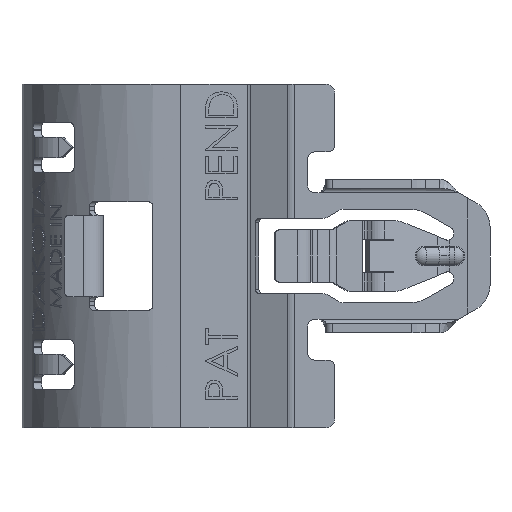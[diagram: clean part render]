
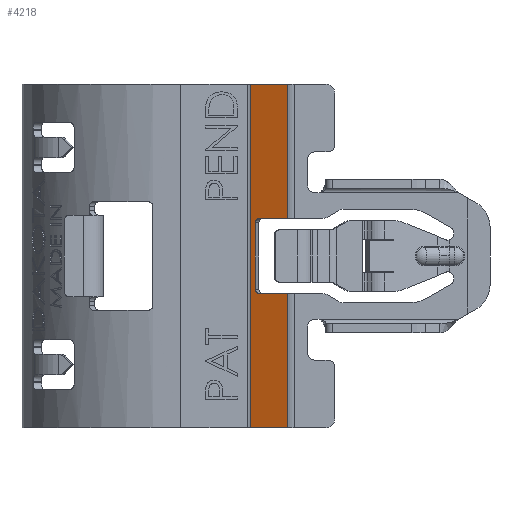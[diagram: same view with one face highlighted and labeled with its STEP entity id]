
A CAD part, left-side view. The second image highlights one B-rep face of the part: STEP entity #4218.
In plain terms, the highlighted planar face has unit normal (-0.913, 0.407, 0).
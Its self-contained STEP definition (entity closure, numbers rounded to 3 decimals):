
#3 = CARTESIAN_POINT ( 'NONE',  ( -21.008, -31.873, -4.15 ) ) ;
#310 = AXIS2_PLACEMENT_3D ( 'NONE', #37704, #28280, #1681 ) ;
#365 = CARTESIAN_POINT ( 'NONE',  ( -17.6, -24.219, 19. ) ) ;
#519 = EDGE_CURVE ( 'Edge101', #26899, #12456, #12383, .T. ) ;
#751 = VECTOR ( 'NONE', #35282, 1000. ) ;
#756 = CARTESIAN_POINT ( 'NONE',  ( -19.443, -28.357, -7. ) ) ;
#975 = CIRCLE ( 'NONE', #22533, 0.5 ) ;
#1029 = CARTESIAN_POINT ( 'NONE',  ( -19.443, -28.357, -4.15 ) ) ;
#1092 = ORIENTED_EDGE ( 'NONE', *, *, #27475, .T. ) ;
#1681 = DIRECTION ( 'NONE',  ( 0., 0., -1. ) ) ;
#2058 = LINE ( 'NONE', #7463, #17099 ) ;
#2335 = LINE ( 'NONE', #3, #751 ) ;
#2458 = ORIENTED_EDGE ( 'NONE', *, *, #10963, .T. ) ;
#3155 = CARTESIAN_POINT ( 'NONE',  ( -19.443, -28.357, -19. ) ) ;
#3919 = VERTEX_POINT ( 'NONE', #4626 ) ;
#4013 = DIRECTION ( 'NONE',  ( 0.407, 0.914, 0. ) ) ;
#4218 = ADVANCED_FACE ( 'NONE', ( #12116 ), #8830, .F. ) ;
#4626 = CARTESIAN_POINT ( 'NONE',  ( -17.837, -24.749, 3.65 ) ) ;
#4773 = ORIENTED_EDGE ( 'NONE', *, *, #4938, .T. ) ;
#4938 = EDGE_CURVE ( 'NONE', #30319, #12456, #27919, .T. ) ;
#6362 = CARTESIAN_POINT ( 'NONE',  ( -18.04, -25.206, -3.65 ) ) ;
#6859 = CARTESIAN_POINT ( 'NONE',  ( -17.837, -24.749, -3.65 ) ) ;
#7090 = VECTOR ( 'NONE', #16024, 1000. ) ;
#7463 = CARTESIAN_POINT ( 'NONE',  ( -21.008, -31.873, 4.15 ) ) ;
#7840 = ORIENTED_EDGE ( 'NONE', *, *, #519, .F. ) ;
#8320 = DIRECTION ( 'NONE',  ( 0., 0., 1. ) ) ;
#8830 = PLANE ( 'NONE',  #28851 ) ;
#9213 = DIRECTION ( 'NONE',  ( 0., 0., -1. ) ) ;
#9755 = EDGE_CURVE ( 'NONE', #26899, #35213, #21367, .T. ) ;
#10157 = DIRECTION ( 'NONE',  ( -0.407, -0.914, 0. ) ) ;
#10340 = CARTESIAN_POINT ( 'NONE',  ( -17.6, -24.219, -19. ) ) ;
#10447 = CARTESIAN_POINT ( 'NONE',  ( -19.443, -28.357, 4.15 ) ) ;
#10963 = EDGE_CURVE ( 'NONE', #3919, #30722, #13858, .T. ) ;
#11218 = VECTOR ( 'NONE', #33426, 1000. ) ;
#11392 = EDGE_CURVE ( 'NONE', #30746, #36307, #975, .T. ) ;
#12116 = FACE_OUTER_BOUND ( 'NONE', #26676, .T. ) ;
#12383 = LINE ( 'NONE', #24144, #12855 ) ;
#12456 = VERTEX_POINT ( 'NONE', #365 ) ;
#12492 = DIRECTION ( 'NONE',  ( 0.914, -0.407, 0. ) ) ;
#12855 = VECTOR ( 'NONE', #30496, 1000. ) ;
#12899 = ORIENTED_EDGE ( 'NONE', *, *, #11392, .T. ) ;
#13518 = LINE ( 'NONE', #33936, #7090 ) ;
#13858 = CIRCLE ( 'NONE', #310, 0.5 ) ;
#14489 = ORIENTED_EDGE ( 'NONE', *, *, #28217, .T. ) ;
#15155 = CARTESIAN_POINT ( 'NONE',  ( -19.443, -28.357, 19. ) ) ;
#15236 = DIRECTION ( 'NONE',  ( 0., 0., -1. ) ) ;
#16024 = DIRECTION ( 'NONE',  ( 0., 0., -1. ) ) ;
#16919 = VECTOR ( 'NONE', #19048, 1000. ) ;
#17099 = VECTOR ( 'NONE', #10157, 1000. ) ;
#17963 = EDGE_CURVE ( 'NONE', #30722, #28750, #2058, .T. ) ;
#18451 = ORIENTED_EDGE ( 'NONE', *, *, #17963, .T. ) ;
#18871 = CARTESIAN_POINT ( 'NONE',  ( -21.036, -31.935, 19. ) ) ;
#19048 = DIRECTION ( 'NONE',  ( -0.407, -0.914, 0. ) ) ;
#21223 = DIRECTION ( 'NONE',  ( 0.914, -0.407, 0. ) ) ;
#21367 = LINE ( 'NONE', #27713, #16919 ) ;
#21371 = ORIENTED_EDGE ( 'NONE', *, *, #30988, .T. ) ;
#21656 = CARTESIAN_POINT ( 'NONE',  ( -18.04, -25.206, -4.15 ) ) ;
#22533 = AXIS2_PLACEMENT_3D ( 'NONE', #6362, #21223, #15236 ) ;
#24144 = CARTESIAN_POINT ( 'NONE',  ( -17.6, -24.219, -7. ) ) ;
#24728 = CARTESIAN_POINT ( 'NONE',  ( -18.04, -25.206, 4.15 ) ) ;
#26676 = EDGE_LOOP ( 'NONE', ( #7840, #35495, #21371, #1092, #12899, #29813, #2458, #18451, #14489, #4773 ) ) ;
#26899 = VERTEX_POINT ( 'NONE', #10340 ) ;
#27471 = CARTESIAN_POINT ( 'NONE',  ( -19.443, -28.357, -7. ) ) ;
#27475 = EDGE_CURVE ( 'NONE', #30710, #30746, #2335, .T. ) ;
#27713 = CARTESIAN_POINT ( 'NONE',  ( -21.036, -31.935, -19. ) ) ;
#27919 = LINE ( 'NONE', #18871, #29783 ) ;
#28217 = EDGE_CURVE ( 'NONE', #28750, #30319, #30350, .T. ) ;
#28280 = DIRECTION ( 'NONE',  ( 0.914, -0.407, 0. ) ) ;
#28750 = VERTEX_POINT ( 'NONE', #10447 ) ;
#28851 = AXIS2_PLACEMENT_3D ( 'NONE', #35637, #12492, #9213 ) ;
#29783 = VECTOR ( 'NONE', #4013, 1000. ) ;
#29813 = ORIENTED_EDGE ( 'NONE', *, *, #35782, .F. ) ;
#30319 = VERTEX_POINT ( 'NONE', #15155 ) ;
#30350 = LINE ( 'NONE', #27471, #11218 ) ;
#30496 = DIRECTION ( 'NONE',  ( 0., 0., 1. ) ) ;
#30710 = VERTEX_POINT ( 'NONE', #1029 ) ;
#30722 = VERTEX_POINT ( 'NONE', #24728 ) ;
#30746 = VERTEX_POINT ( 'NONE', #21656 ) ;
#30988 = EDGE_CURVE ( 'NONE', #35213, #30710, #34741, .T. ) ;
#33426 = DIRECTION ( 'NONE',  ( 0., 0., 1. ) ) ;
#33936 = CARTESIAN_POINT ( 'NONE',  ( -17.837, -24.749, -5.15 ) ) ;
#34006 = VECTOR ( 'NONE', #8320, 1000. ) ;
#34741 = LINE ( 'NONE', #756, #34006 ) ;
#35213 = VERTEX_POINT ( 'NONE', #3155 ) ;
#35282 = DIRECTION ( 'NONE',  ( 0.407, 0.914, 0. ) ) ;
#35495 = ORIENTED_EDGE ( 'NONE', *, *, #9755, .T. ) ;
#35637 = CARTESIAN_POINT ( 'NONE',  ( 21.007, 62.494, -7. ) ) ;
#35782 = EDGE_CURVE ( 'NONE', #3919, #36307, #13518, .T. ) ;
#36307 = VERTEX_POINT ( 'NONE', #6859 ) ;
#37704 = CARTESIAN_POINT ( 'NONE',  ( -18.04, -25.206, 3.65 ) ) ;
